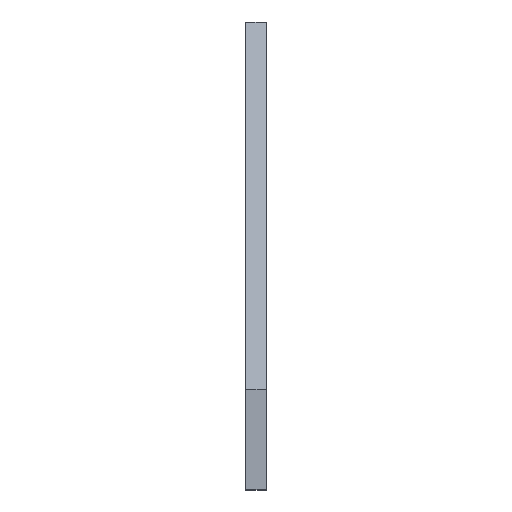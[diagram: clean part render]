
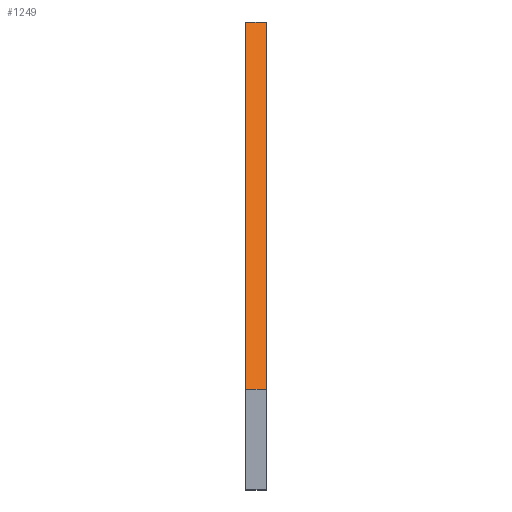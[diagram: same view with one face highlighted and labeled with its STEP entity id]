
A CAD part, top view. The second image highlights one B-rep face of the part: STEP entity #1249.
In plain terms, the highlighted planar face has unit normal (0, 0.707, 0.707).
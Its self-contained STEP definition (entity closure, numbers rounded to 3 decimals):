
#12 = VERTEX_POINT ( 'NONE', #1226 ) ;
#65 = LINE ( 'NONE', #757, #921 ) ;
#234 = PLANE ( 'NONE',  #355 ) ;
#259 = CARTESIAN_POINT ( 'NONE',  ( 20.261, 0., -1.5 ) ) ;
#317 = VECTOR ( 'NONE', #1048, 1000. ) ;
#355 = AXIS2_PLACEMENT_3D ( 'NONE', #920, #1274, #461 ) ;
#385 = ORIENTED_EDGE ( 'NONE', *, *, #1450, .T. ) ;
#435 = CARTESIAN_POINT ( 'NONE',  ( -21.5, 44., -45.5 ) ) ;
#461 = DIRECTION ( 'NONE',  ( 0., -0.707, 0.707 ) ) ;
#467 = DIRECTION ( 'NONE',  ( -1., 0., 0. ) ) ;
#508 = ORIENTED_EDGE ( 'NONE', *, *, #1390, .F. ) ;
#544 = VERTEX_POINT ( 'NONE', #1228 ) ;
#566 = EDGE_CURVE ( 'NONE', #1049, #544, #65, .T. ) ;
#573 = CARTESIAN_POINT ( 'NONE',  ( -21.5, 44., -45.5 ) ) ;
#592 = VERTEX_POINT ( 'NONE', #435 ) ;
#757 = CARTESIAN_POINT ( 'NONE',  ( -24., 44., -45.5 ) ) ;
#766 = EDGE_CURVE ( 'NONE', #592, #12, #797, .T. ) ;
#797 = LINE ( 'NONE', #573, #836 ) ;
#836 = VECTOR ( 'NONE', #1378, 1000. ) ;
#837 = LINE ( 'NONE', #942, #317 ) ;
#842 = CARTESIAN_POINT ( 'NONE',  ( -24., 0., -1.5 ) ) ;
#920 = CARTESIAN_POINT ( 'NONE',  ( -86.225, 44., -45.5 ) ) ;
#921 = VECTOR ( 'NONE', #1224, 1000. ) ;
#942 = CARTESIAN_POINT ( 'NONE',  ( 20.261, 44., -45.5 ) ) ;
#980 = LINE ( 'NONE', #259, #1459 ) ;
#1048 = DIRECTION ( 'NONE',  ( -1., 0., 0. ) ) ;
#1049 = VERTEX_POINT ( 'NONE', #842 ) ;
#1114 = FACE_OUTER_BOUND ( 'NONE', #1225, .T. ) ;
#1224 = DIRECTION ( 'NONE',  ( 0., 0.707, -0.707 ) ) ;
#1225 = EDGE_LOOP ( 'NONE', ( #1267, #385, #1351, #508 ) ) ;
#1226 = CARTESIAN_POINT ( 'NONE',  ( -21.5, 0., -1.5 ) ) ;
#1228 = CARTESIAN_POINT ( 'NONE',  ( -24., 44., -45.5 ) ) ;
#1249 = ADVANCED_FACE ( 'NONE', ( #1114 ), #234, .T. ) ;
#1267 = ORIENTED_EDGE ( 'NONE', *, *, #766, .F. ) ;
#1274 = DIRECTION ( 'NONE',  ( 0., 0.707, 0.707 ) ) ;
#1351 = ORIENTED_EDGE ( 'NONE', *, *, #566, .F. ) ;
#1378 = DIRECTION ( 'NONE',  ( 0., -0.707, 0.707 ) ) ;
#1390 = EDGE_CURVE ( 'NONE', #12, #1049, #980, .T. ) ;
#1450 = EDGE_CURVE ( 'NONE', #592, #544, #837, .T. ) ;
#1459 = VECTOR ( 'NONE', #467, 1000. ) ;
